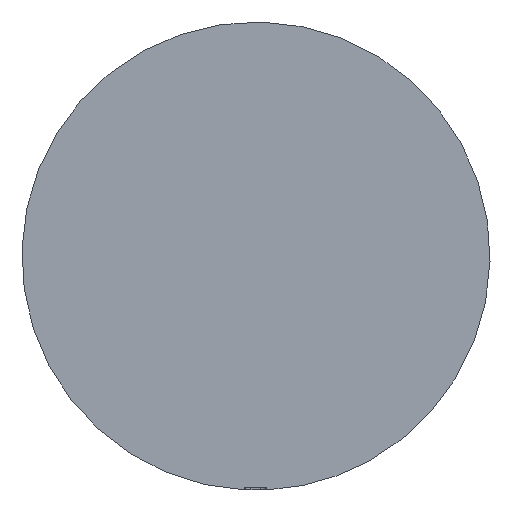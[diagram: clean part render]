
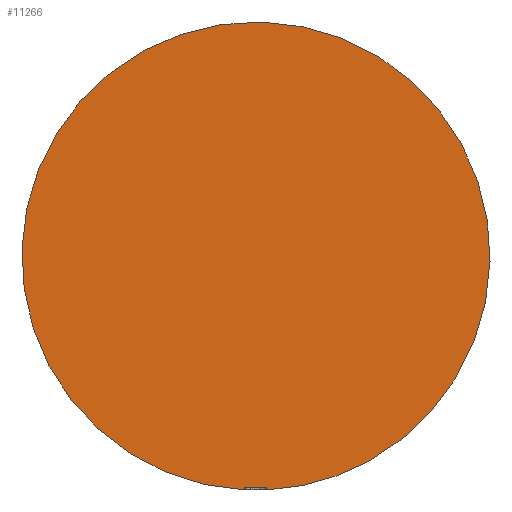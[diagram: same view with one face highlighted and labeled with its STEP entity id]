
A CAD part, left-side view. The second image highlights one B-rep face of the part: STEP entity #11266.
In plain terms, the highlighted planar face has unit normal (-1, 0, 0).
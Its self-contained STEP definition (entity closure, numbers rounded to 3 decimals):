
#10726=CARTESIAN_POINT(' ',(0.,0.,0.));
#10731=DIRECTION(' ',(-1.,0.,0.));
#10736=DIRECTION(' ',(0.,0.048,-0.999));
#10741=AXIS2_PLACEMENT_3D(' ',#10726,#10731,#10736);
#10746=CIRCLE('',#10741,83.996);
#10751=CARTESIAN_POINT(' ',(0.,4.,-83.9));
#10752=VERTEX_POINT(' ',#10751);
#10756=CARTESIAN_POINT(' ',(0.,-4.,-83.9));
#10757=VERTEX_POINT(' ',#10756);
#10761=EDGE_CURVE(' ',#10752,#10757,#10746,.T.);
#11041=DIRECTION(' ',(-1.,0.,0.));
#11046=CARTESIAN_POINT(' ',(0.,-86.021,85.926));
#11051=DIRECTION(' ',(0.,1.,0.));
#11056=AXIS2_PLACEMENT_3D(' ',#11046,#11041,#11051);
#11061=PLANE('',#11056);
#11066=CARTESIAN_POINT(' ',(0.,0.,0.));
#11071=DIRECTION(' ',(-1.,0.,0.));
#11076=DIRECTION(' ',(0.,-0.479,-0.878));
#11081=AXIS2_PLACEMENT_3D(' ',#11066,#11071,#11076);
#11086=CIRCLE('',#11081,85.);
#11091=CARTESIAN_POINT(' ',(0.,-40.751,-74.595));
#11092=VERTEX_POINT(' ',#11091);
#11096=CARTESIAN_POINT(' ',(0.,40.751,74.595));
#11097=VERTEX_POINT(' ',#11096);
#11101=EDGE_CURVE(' ',#11092,#11097,#11086,.T.);
#11106=ORIENTED_EDGE(' ',*,*,#11101,.T.);
#11111=CARTESIAN_POINT(' ',(0.,0.001,0.));
#11116=DIRECTION(' ',(-1.,0.,0.));
#11121=DIRECTION(' ',(0.,0.479,0.878));
#11126=AXIS2_PLACEMENT_3D(' ',#11111,#11116,#11121);
#11131=CIRCLE('',#11126,85.);
#11136=CARTESIAN_POINT(' ',(0.,4.,-84.906));
#11137=VERTEX_POINT(' ',#11136);
#11141=EDGE_CURVE(' ',#11097,#11137,#11131,.T.);
#11146=ORIENTED_EDGE(' ',*,*,#11141,.T.);
#11151=CARTESIAN_POINT(' ',(0.,4.,-83.9));
#11156=DIRECTION(' ',(0.,0.,-1.));
#11161=VECTOR(' ',#11156,1.);
#11166=LINE('',#11151,#11161);
#11171=EDGE_CURVE(' ',#10752,#11137,#11166,.T.);
#11176=ORIENTED_EDGE(' ',*,*,#11171,.F.);
#11181=ORIENTED_EDGE(' ',*,*,#10761,.T.);
#11186=CARTESIAN_POINT(' ',(0.,-4.,-83.9));
#11191=DIRECTION(' ',(0.,0.,-1.));
#11196=VECTOR(' ',#11191,1.);
#11201=LINE('',#11186,#11196);
#11206=CARTESIAN_POINT(' ',(0.,-4.,-84.906));
#11207=VERTEX_POINT(' ',#11206);
#11211=EDGE_CURVE(' ',#10757,#11207,#11201,.T.);
#11216=ORIENTED_EDGE(' ',*,*,#11211,.T.);
#11221=CARTESIAN_POINT(' ',(0.,0.001,0.002));
#11226=DIRECTION(' ',(-1.,0.,0.));
#11231=DIRECTION(' ',(0.,-0.047,-0.999));
#11236=AXIS2_PLACEMENT_3D(' ',#11221,#11226,#11231);
#11241=CIRCLE('',#11236,85.002);
#11246=EDGE_CURVE(' ',#11207,#11092,#11241,.T.);
#11251=ORIENTED_EDGE(' ',*,*,#11246,.T.);
#11256=EDGE_LOOP(' ',(#11106,#11146,#11176,#11181,#11216,#11251));
#11261=FACE_OUTER_BOUND(' ',#11256,.T.);
#11266=ADVANCED_FACE('',(#11261),#11061,.T.);
